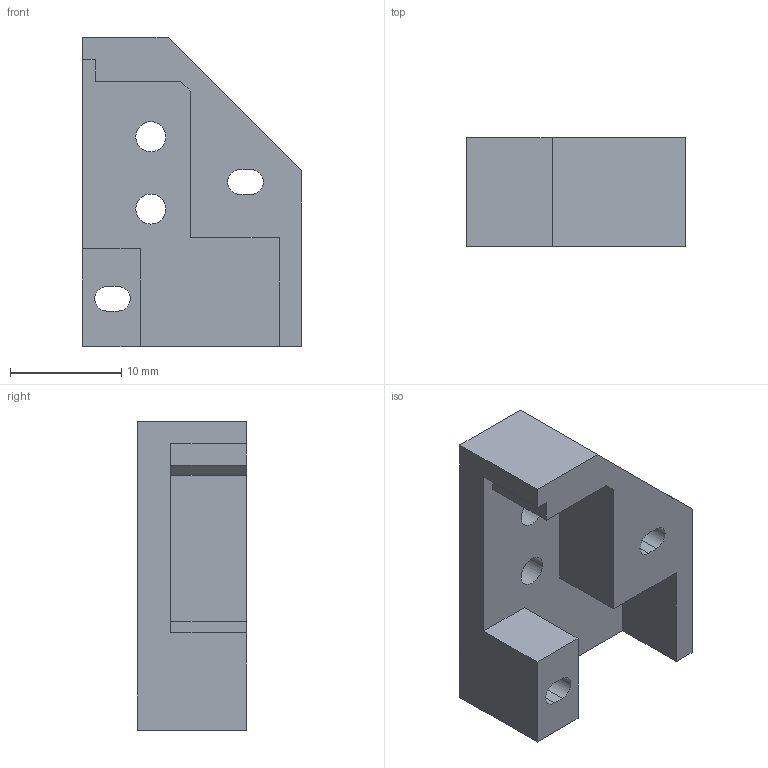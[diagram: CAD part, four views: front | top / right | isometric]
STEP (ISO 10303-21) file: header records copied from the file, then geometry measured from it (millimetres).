
FILE_DESCRIPTION(/* description */ (''),/* implementation_level */ '2;1');
FILE_NAME(/* name */ 'interlock_case_b.step',/* time_stamp */ '2025-09-03T11:18:07+02:00',/* author */ (''),/* organization */ (''),/* preprocessor_version */ 'ST-DEVELOPER v20.1',/* originating_system */ 'Autodesk Translation Framework v14.10.0.0',/* authorisation */ '');
FILE_SCHEMA (('AUTOMOTIVE_DESIGN { 1 0 10303 214 3 1 1 }'));
Length unit declared in the file: millimetre
Products named in the file (1): interlock_case_b
Bounding box: 19.7 x 9.82 x 27.8 mm (x, y, z)
Volume: 2678.5 mm3; surface area: 2165.1 mm2
Topology: 1 solids, 1 shells, 38 faces, 100 edges, 63 vertices
Faces by surface type: plane 26, cone 6, cylinder 6
Full cylindrical faces by diameter (mm): 2.7 x2
Entity records: 1211 total; most frequent: CARTESIAN_POINT 202, ORIENTED_EDGE 200, DIRECTION 197, EDGE_CURVE 100, LINE 81, VECTOR 81, VERTEX_POINT 63, AXIS2_PLACEMENT_3D 58
